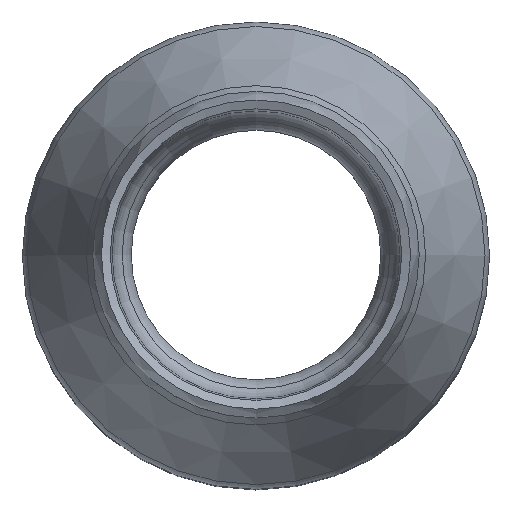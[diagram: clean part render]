
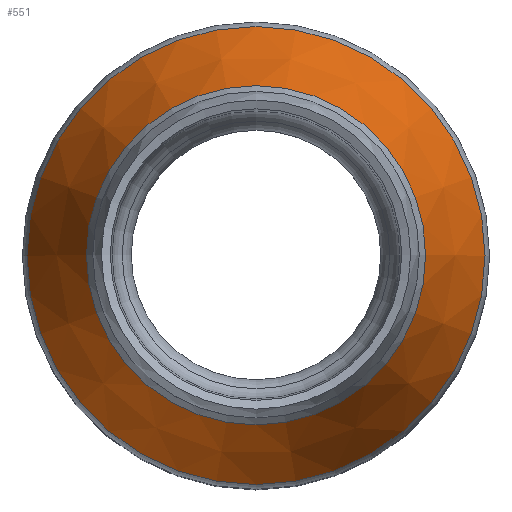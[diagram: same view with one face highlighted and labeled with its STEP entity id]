
A CAD part, top view. The second image highlights one B-rep face of the part: STEP entity #551.
In plain terms, the highlighted conical face has half-angle 21.801 degrees and reference radius 311.424 mm.
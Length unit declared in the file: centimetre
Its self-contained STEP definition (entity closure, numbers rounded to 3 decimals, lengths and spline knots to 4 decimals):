
#70=FACE_OUTER_BOUND('',#102,.T.);
#102=EDGE_LOOP('',(#487,#488,#489,#490,#491));
#122=LINE('',#1123,#140);
#140=VECTOR('',#840,31.1424);
#201=CIRCLE('',#642,26.5);
#202=CIRCLE('',#643,35.7848);
#203=CIRCLE('',#644,35.7848);
#255=VERTEX_POINT('',#1120);
#256=VERTEX_POINT('',#1122);
#257=VERTEX_POINT('',#1124);
#334=EDGE_CURVE('',#255,#255,#201,.T.);
#335=EDGE_CURVE('',#255,#256,#122,.T.);
#336=EDGE_CURVE('',#256,#257,#202,.T.);
#337=EDGE_CURVE('',#257,#256,#203,.T.);
#487=ORIENTED_EDGE('',*,*,#334,.F.);
#488=ORIENTED_EDGE('',*,*,#335,.T.);
#489=ORIENTED_EDGE('',*,*,#336,.T.);
#490=ORIENTED_EDGE('',*,*,#337,.T.);
#491=ORIENTED_EDGE('',*,*,#335,.F.);
#521=CONICAL_SURFACE('',#641,31.1424,0.381);
#551=ADVANCED_FACE('',(#70),#521,.T.);
#641=AXIS2_PLACEMENT_3D('',#1119,#836,#837);
#642=AXIS2_PLACEMENT_3D('',#1121,#838,#839);
#643=AXIS2_PLACEMENT_3D('',#1125,#841,#842);
#644=AXIS2_PLACEMENT_3D('',#1126,#843,#844);
#836=DIRECTION('center_axis',(0.,0.,-1.));
#837=DIRECTION('ref_axis',(1.,0.,0.));
#838=DIRECTION('center_axis',(0.,0.,1.));
#839=DIRECTION('ref_axis',(1.,0.,0.));
#840=DIRECTION('',(-0.371,0.,-0.928));
#841=DIRECTION('center_axis',(0.,0.,1.));
#842=DIRECTION('ref_axis',(1.,0.,0.));
#843=DIRECTION('center_axis',(0.,0.,1.));
#844=DIRECTION('ref_axis',(1.,0.,0.));
#1119=CARTESIAN_POINT('Origin',(0.,0.,
93.394));
#1120=CARTESIAN_POINT('',(-26.5,0.,105.));
#1121=CARTESIAN_POINT('Origin',(0.,0.,
105.));
#1122=CARTESIAN_POINT('',(-35.7848,0.,81.7881));
#1123=CARTESIAN_POINT('',(-31.1424,0.,93.394));
#1124=CARTESIAN_POINT('',(0.,35.7848,81.7881));
#1125=CARTESIAN_POINT('Origin',(0.,0.,
81.7881));
#1126=CARTESIAN_POINT('Origin',(0.,0.,
81.7881));
